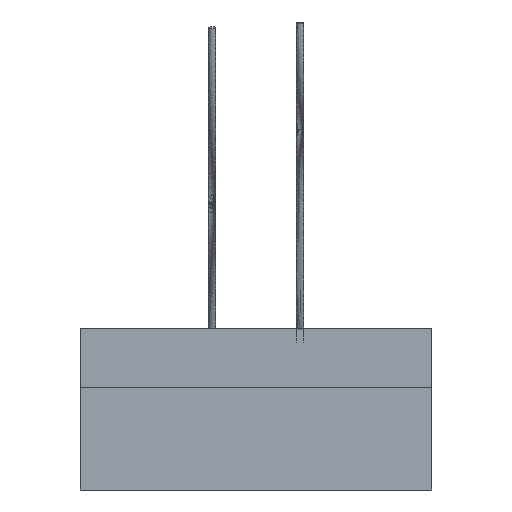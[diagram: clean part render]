
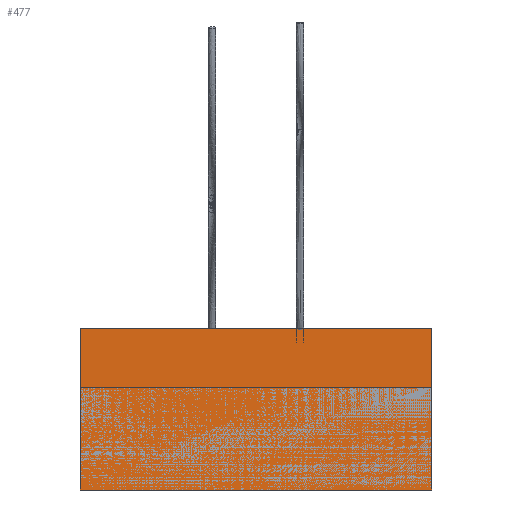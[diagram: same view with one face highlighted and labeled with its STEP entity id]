
A CAD part, left-side view. The second image highlights one B-rep face of the part: STEP entity #477.
In plain terms, the highlighted planar face has unit normal (-1, 0, 0).
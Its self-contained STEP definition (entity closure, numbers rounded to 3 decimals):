
#62=LINE('',#1655,#134);
#63=LINE('',#1658,#135);
#64=LINE('',#1660,#136);
#65=LINE('',#1662,#137);
#134=VECTOR('',#1012,1.);
#135=VECTOR('',#1013,1.);
#136=VECTOR('',#1014,1.);
#137=VECTOR('',#1015,1.);
#399=PLANE('',#915);
#437=FACE_OUTER_BOUND('',#548,.T.);
#477=ADVANCED_FACE('',(#437),#399,.T.);
#548=EDGE_LOOP('',(#640,#641,#642,#643));
#640=ORIENTED_EDGE('',*,*,#834,.F.);
#641=ORIENTED_EDGE('',*,*,#835,.T.);
#642=ORIENTED_EDGE('',*,*,#836,.T.);
#643=ORIENTED_EDGE('',*,*,#837,.F.);
#768=VERTEX_POINT('',#1656);
#769=VERTEX_POINT('',#1657);
#770=VERTEX_POINT('',#1659);
#771=VERTEX_POINT('',#1661);
#834=EDGE_CURVE('',#768,#769,#62,.T.);
#835=EDGE_CURVE('',#768,#770,#63,.T.);
#836=EDGE_CURVE('',#770,#771,#64,.T.);
#837=EDGE_CURVE('',#769,#771,#65,.T.);
#915=AXIS2_PLACEMENT_3D('',#1663,#1016,#1017);
#1012=DIRECTION('',(0.,0.,-1.));
#1013=DIRECTION('',(0.,1.,0.));
#1014=DIRECTION('',(0.,0.,-1.));
#1015=DIRECTION('',(0.,1.,0.));
#1016=DIRECTION('',(-1.,0.,0.));
#1017=DIRECTION('',(0.,-1.,0.));
#1655=CARTESIAN_POINT('',(-7.,-12.,4.));
#1656=CARTESIAN_POINT('',(-7.,-12.,4.));
#1657=CARTESIAN_POINT('',(-7.,-12.,-7.));
#1658=CARTESIAN_POINT('',(-7.,-7.,4.));
#1659=CARTESIAN_POINT('',(-7.,12.,4.));
#1660=CARTESIAN_POINT('',(-7.,12.,4.));
#1661=CARTESIAN_POINT('',(-7.,12.,-7.));
#1662=CARTESIAN_POINT('',(-7.,0.,-7.));
#1663=CARTESIAN_POINT('',(-7.,-7.,4.));
